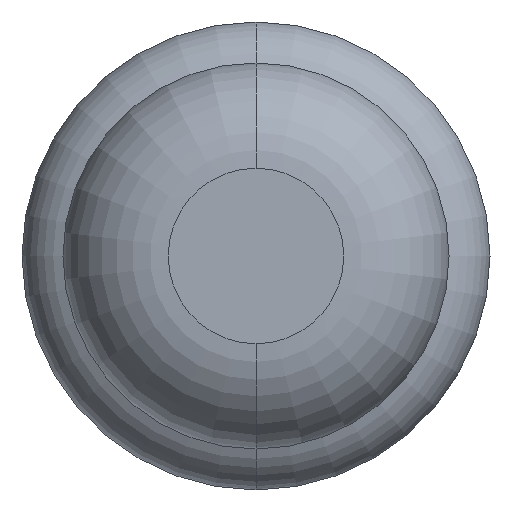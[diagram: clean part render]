
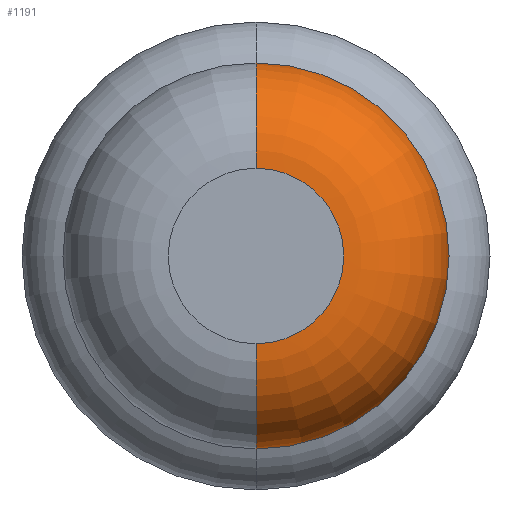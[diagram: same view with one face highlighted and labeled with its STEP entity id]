
A CAD part, front view. The second image highlights one B-rep face of the part: STEP entity #1191.
In plain terms, the highlighted toroidal (fillet/blend) face has major radius 0.375 mm and minor radius 0.45 mm.
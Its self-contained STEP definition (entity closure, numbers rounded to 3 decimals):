
#9 = CARTESIAN_POINT ( 'NONE',  ( 0., -23.55, 0.375 ) ) ;
#19 = CARTESIAN_POINT ( 'NONE',  ( 0., -23.55, 0.825 ) ) ;
#140 = CARTESIAN_POINT ( 'NONE',  ( 0., -23.55, -0.375 ) ) ;
#334 = AXIS2_PLACEMENT_3D ( 'NONE', #3769, #3389, #2057 ) ;
#582 = EDGE_CURVE ( 'NONE', #2716, #1208, #2166, .T. ) ;
#634 = VERTEX_POINT ( 'NONE', #3037 ) ;
#688 = CARTESIAN_POINT ( 'NONE',  ( 0., -23.55, -0.825 ) ) ;
#1056 = FACE_OUTER_BOUND ( 'NONE', #2072, .T. ) ;
#1169 = CARTESIAN_POINT ( 'NONE',  ( 0., -24., 0. ) ) ;
#1182 = DIRECTION ( 'NONE',  ( 0., 1., 0. ) ) ;
#1191 = ADVANCED_FACE ( 'Defeature ausgef�hrt1_6', ( #1056 ), #2046, .T. ) ;
#1208 = VERTEX_POINT ( 'NONE', #19 ) ;
#1237 = CIRCLE ( 'NONE', #4034, 0.825 ) ;
#1372 = DIRECTION ( 'NONE',  ( 0., 0., 1. ) ) ;
#1432 = CARTESIAN_POINT ( 'NONE',  ( 0., -24., 0.375 ) ) ;
#1490 = DIRECTION ( 'NONE',  ( 0., 1., 0. ) ) ;
#1642 = DIRECTION ( 'NONE',  ( -1., 0., 0. ) ) ;
#1982 = EDGE_CURVE ( 'Defeature ausgef�hrt1_7+Defeature ausgef�hrt1_6+Defeature ausgef�hrt1_6+Defeature ausgef�hrt1_6', #1208, #2246, #1237, .T. ) ;
#2015 = ORIENTED_EDGE ( 'NONE', *, *, #3193, .T. ) ;
#2046 = TOROIDAL_SURFACE ( 'NONE', #334, 0.375, 0.45 ) ;
#2057 = DIRECTION ( 'NONE',  ( 0., 0., 1. ) ) ;
#2072 = EDGE_LOOP ( 'NONE', ( #3143, #2015, #2827, #2348 ) ) ;
#2166 = CIRCLE ( 'NONE', #2637, 0.45 ) ;
#2246 = VERTEX_POINT ( 'NONE', #688 ) ;
#2348 = ORIENTED_EDGE ( 'NONE', *, *, #582, .F. ) ;
#2637 = AXIS2_PLACEMENT_3D ( 'NONE', #9, #1642, #1372 ) ;
#2716 = VERTEX_POINT ( 'NONE', #1432 ) ;
#2824 = CARTESIAN_POINT ( 'NONE',  ( 0., -23.55, 0. ) ) ;
#2827 = ORIENTED_EDGE ( 'NONE', *, *, #1982, .F. ) ;
#2846 = DIRECTION ( 'NONE',  ( 0., 0., -1. ) ) ;
#2876 = AXIS2_PLACEMENT_3D ( 'NONE', #140, #3905, #2846 ) ;
#2951 = CIRCLE ( 'NONE', #3871, 0.375 ) ;
#3037 = CARTESIAN_POINT ( 'NONE',  ( 0., -24., -0.375 ) ) ;
#3143 = ORIENTED_EDGE ( 'NONE', *, *, #3733, .T. ) ;
#3193 = EDGE_CURVE ( 'NONE', #634, #2246, #3918, .T. ) ;
#3389 = DIRECTION ( 'NONE',  ( 0., 1., 0. ) ) ;
#3525 = DIRECTION ( 'NONE',  ( 0., 0., 1. ) ) ;
#3733 = EDGE_CURVE ( 'Defeature ausgef�hrt1_6+Defeature ausgef�hrt1_5+Defeature ausgef�hrt1_5+Defeature ausgef�hrt1_5', #2716, #634, #2951, .T. ) ;
#3769 = CARTESIAN_POINT ( 'NONE',  ( 0., -23.55, 0. ) ) ;
#3871 = AXIS2_PLACEMENT_3D ( 'NONE', #1169, #1490, #4228 ) ;
#3905 = DIRECTION ( 'NONE',  ( 1., 0., 0. ) ) ;
#3918 = CIRCLE ( 'NONE', #2876, 0.45 ) ;
#4034 = AXIS2_PLACEMENT_3D ( 'NONE', #2824, #1182, #3525 ) ;
#4228 = DIRECTION ( 'NONE',  ( 0., 0., 1. ) ) ;
